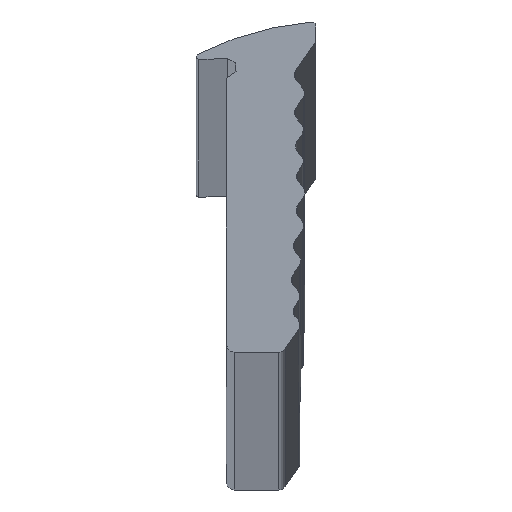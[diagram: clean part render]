
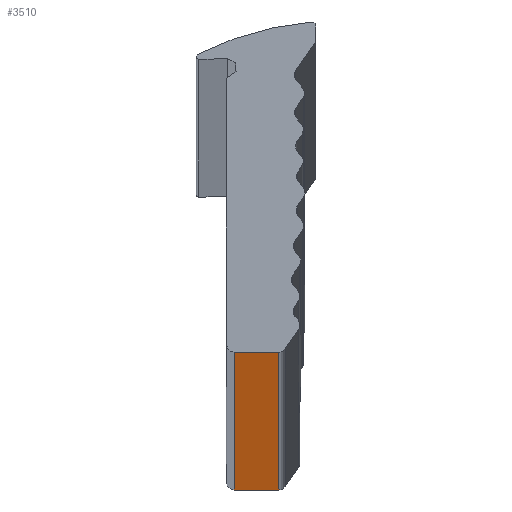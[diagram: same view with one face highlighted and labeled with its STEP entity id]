
A CAD part, top view. The second image highlights one B-rep face of the part: STEP entity #3510.
In plain terms, the highlighted planar face has unit normal (0, -1, 0).
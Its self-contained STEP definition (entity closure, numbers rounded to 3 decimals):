
#119 = CARTESIAN_POINT ( 'NONE',  ( 3.97, -10.661, -3000. ) ) ;
#499 = LINE ( 'NONE', #12998, #5024 ) ;
#1867 = VERTEX_POINT ( 'NONE', #5918 ) ;
#2496 = VERTEX_POINT ( 'NONE', #15323 ) ;
#2575 = EDGE_CURVE ( 'NONE', #2496, #12571, #15518, .T. ) ;
#2798 = ORIENTED_EDGE ( 'NONE', *, *, #18636, .T. ) ;
#2927 = VECTOR ( 'NONE', #13593, 1000. ) ;
#3358 = VECTOR ( 'NONE', #13909, 1000. ) ;
#3510 = ADVANCED_FACE ( 'NONE', ( #8259 ), #5032, .F. ) ;
#4049 = CARTESIAN_POINT ( 'NONE',  ( 0.6, -10.661, 3000. ) ) ;
#4434 = CARTESIAN_POINT ( 'NONE',  ( 3.97, -10.661, 3000. ) ) ;
#5024 = VECTOR ( 'NONE', #8638, 1000. ) ;
#5032 = PLANE ( 'NONE',  #11044 ) ;
#5918 = CARTESIAN_POINT ( 'NONE',  ( 0.6, -10.661, 3000. ) ) ;
#6114 = VERTEX_POINT ( 'NONE', #8776 ) ;
#7889 = LINE ( 'NONE', #4049, #15962 ) ;
#8259 = FACE_OUTER_BOUND ( 'NONE', #16045, .T. ) ;
#8326 = EDGE_CURVE ( 'NONE', #1867, #2496, #7889, .T. ) ;
#8456 = DIRECTION ( 'NONE',  ( 1., 0., 0. ) ) ;
#8638 = DIRECTION ( 'NONE',  ( 1., 0., 0. ) ) ;
#8776 = CARTESIAN_POINT ( 'NONE',  ( 0.6, -10.661, -3000. ) ) ;
#10551 = ORIENTED_EDGE ( 'NONE', *, *, #2575, .F. ) ;
#11044 = AXIS2_PLACEMENT_3D ( 'NONE', #18682, #14187, #13979 ) ;
#12548 = ORIENTED_EDGE ( 'NONE', *, *, #8326, .F. ) ;
#12571 = VERTEX_POINT ( 'NONE', #119 ) ;
#12998 = CARTESIAN_POINT ( 'NONE',  ( 0.6, -10.661, -3000. ) ) ;
#13593 = DIRECTION ( 'NONE',  ( 0., 0., -1. ) ) ;
#13909 = DIRECTION ( 'NONE',  ( 0., 0., -1. ) ) ;
#13979 = DIRECTION ( 'NONE',  ( 0., 0., 1. ) ) ;
#14187 = DIRECTION ( 'NONE',  ( 0., 1., 0. ) ) ;
#15105 = ORIENTED_EDGE ( 'NONE', *, *, #19117, .T. ) ;
#15323 = CARTESIAN_POINT ( 'NONE',  ( 3.97, -10.661, 3000. ) ) ;
#15518 = LINE ( 'NONE', #4434, #2927 ) ;
#15962 = VECTOR ( 'NONE', #8456, 1000. ) ;
#16045 = EDGE_LOOP ( 'NONE', ( #2798, #10551, #12548, #15105 ) ) ;
#16983 = CARTESIAN_POINT ( 'NONE',  ( 0.6, -10.661, 3000. ) ) ;
#17117 = LINE ( 'NONE', #16983, #3358 ) ;
#18636 = EDGE_CURVE ( 'NONE', #6114, #12571, #499, .T. ) ;
#18682 = CARTESIAN_POINT ( 'NONE',  ( 0.6, -10.661, 3000. ) ) ;
#19117 = EDGE_CURVE ( 'NONE', #1867, #6114, #17117, .T. ) ;
